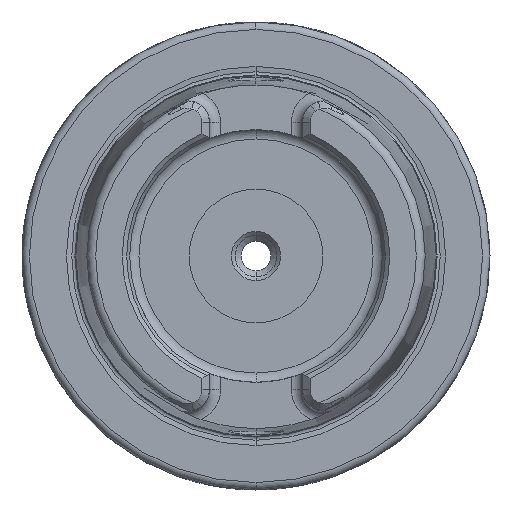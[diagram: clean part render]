
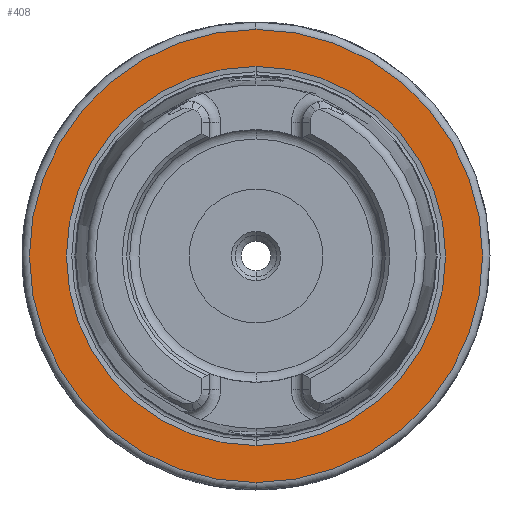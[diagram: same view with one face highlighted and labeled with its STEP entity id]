
A CAD part, left-side view. The second image highlights one B-rep face of the part: STEP entity #408.
In plain terms, the highlighted planar face has unit normal (-1, 0, 0).
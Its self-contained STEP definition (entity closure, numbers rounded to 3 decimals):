
#4 = EDGE_LOOP ( 'NONE', ( #4297, #5872 ) ) ;
#186 = CARTESIAN_POINT ( 'NONE',  ( -64., 0., -30.5 ) ) ;
#253 = DIRECTION ( 'NONE',  ( 0., 0., -1. ) ) ;
#408 = ADVANCED_FACE ( 'NONE', ( #3481, #3564 ), #4135, .F. ) ;
#546 = VERTEX_POINT ( 'NONE', #186 ) ;
#644 = CARTESIAN_POINT ( 'NONE',  ( -64., 31.5, 0. ) ) ;
#1096 = CIRCLE ( 'NONE', #2566, 25.521 ) ;
#1223 = DIRECTION ( 'NONE',  ( 0., 0., -1. ) ) ;
#1584 = VERTEX_POINT ( 'NONE', #2647 ) ;
#1593 = EDGE_CURVE ( 'NONE', #6545, #1584, #1597, .T. ) ;
#1597 = CIRCLE ( 'NONE', #1932, 25.521 ) ;
#1824 = CARTESIAN_POINT ( 'NONE',  ( -64., 0., 30.5 ) ) ;
#1843 = CARTESIAN_POINT ( 'NONE',  ( -64., 0., 25.521 ) ) ;
#1932 = AXIS2_PLACEMENT_3D ( 'NONE', #5540, #2087, #6120 ) ;
#1940 = CIRCLE ( 'NONE', #4423, 30.5 ) ;
#2051 = DIRECTION ( 'NONE',  ( -1., 0., 0. ) ) ;
#2087 = DIRECTION ( 'NONE',  ( 1., 0., 0. ) ) ;
#2566 = AXIS2_PLACEMENT_3D ( 'NONE', #6574, #3159, #7111 ) ;
#2647 = CARTESIAN_POINT ( 'NONE',  ( -64., 0., -25.521 ) ) ;
#2887 = EDGE_CURVE ( 'NONE', #546, #5309, #4373, .T. ) ;
#3159 = DIRECTION ( 'NONE',  ( 1., 0., 0. ) ) ;
#3481 = FACE_OUTER_BOUND ( 'NONE', #4594, .T. ) ;
#3564 = FACE_BOUND ( 'NONE', #4, .T. ) ;
#3719 = DIRECTION ( 'NONE',  ( -1., 0., 0. ) ) ;
#4135 = PLANE ( 'NONE',  #5604 ) ;
#4297 = ORIENTED_EDGE ( 'NONE', *, *, #1593, .T. ) ;
#4373 = CIRCLE ( 'NONE', #5768, 30.5 ) ;
#4423 = AXIS2_PLACEMENT_3D ( 'NONE', #7098, #3719, #253 ) ;
#4544 = EDGE_CURVE ( 'NONE', #5309, #546, #1940, .T. ) ;
#4594 = EDGE_LOOP ( 'NONE', ( #4657, #6613 ) ) ;
#4657 = ORIENTED_EDGE ( 'NONE', *, *, #2887, .T. ) ;
#4701 = DIRECTION ( 'NONE',  ( 1., 0., 0. ) ) ;
#5051 = EDGE_CURVE ( 'NONE', #1584, #6545, #1096, .T. ) ;
#5309 = VERTEX_POINT ( 'NONE', #1824 ) ;
#5505 = CARTESIAN_POINT ( 'NONE',  ( -64., 0., 0. ) ) ;
#5540 = CARTESIAN_POINT ( 'NONE',  ( -64., 0., 0. ) ) ;
#5604 = AXIS2_PLACEMENT_3D ( 'NONE', #644, #4701, #1223 ) ;
#5768 = AXIS2_PLACEMENT_3D ( 'NONE', #5505, #2051, #6083 ) ;
#5872 = ORIENTED_EDGE ( 'NONE', *, *, #5051, .T. ) ;
#6083 = DIRECTION ( 'NONE',  ( 0., 0., -1. ) ) ;
#6120 = DIRECTION ( 'NONE',  ( 0., 0., -1. ) ) ;
#6545 = VERTEX_POINT ( 'NONE', #1843 ) ;
#6574 = CARTESIAN_POINT ( 'NONE',  ( -64., 0., 0. ) ) ;
#6613 = ORIENTED_EDGE ( 'NONE', *, *, #4544, .T. ) ;
#7098 = CARTESIAN_POINT ( 'NONE',  ( -64., 0., 0. ) ) ;
#7111 = DIRECTION ( 'NONE',  ( 0., 0., -1. ) ) ;
